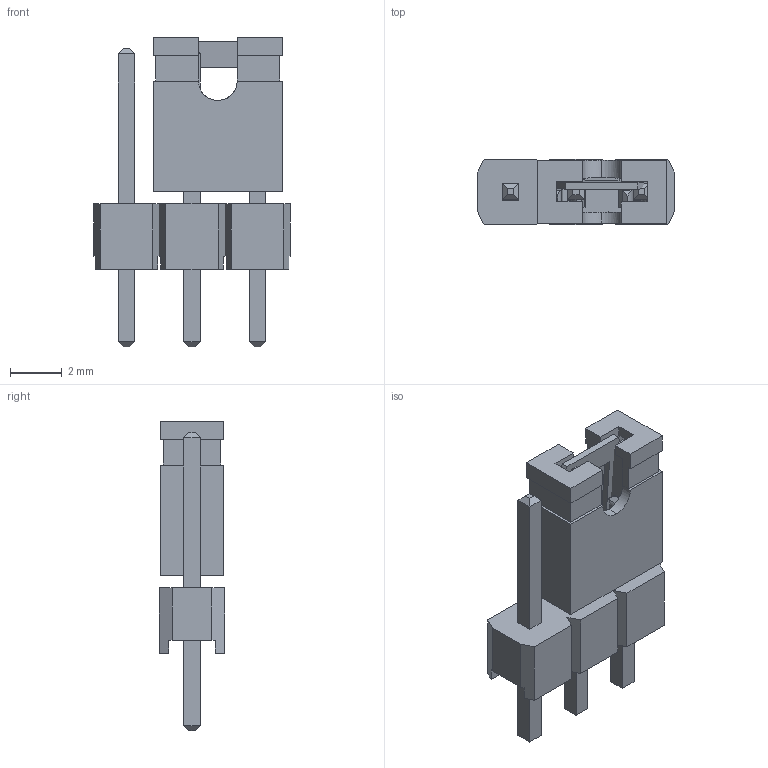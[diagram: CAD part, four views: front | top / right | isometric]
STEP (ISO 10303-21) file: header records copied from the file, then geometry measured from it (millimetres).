
FILE_DESCRIPTION(/* description */ (''),/* implementation_level */ '2;1');
FILE_NAME(/* name */ 'pinheader 1x3 and 1 jumper',/* time_stamp */ '2024-03-31T17:11:07+02:00',/* author */ (''),/* organization */ (''),/* preprocessor_version */ 'ST-DEVELOPER v16.5',/* originating_system */ '',/* authorisation */ '');
FILE_SCHEMA (('AUTOMOTIVE_DESIGN'));
Length unit declared in the file: millimetre
Products named in the file (1): Document
Bounding box: 7.62 x 2.54 x 11.99 mm (x, y, z)
Volume: 91.8 mm3; surface area: 422.9 mm2
Topology: 6 solids, 6 shells, 227 faces, 584 edges, 368 vertices
Faces by surface type: plane 181, cylinder 44, bspline 2
Entity records: 6084 total; most frequent: CARTESIAN_POINT 1995, ORIENTED_EDGE 1168, EDGE_CURVE 584, B_SPLINE_CURVE_WITH_KNOTS 504, VERTEX_POINT 368, EDGE_LOOP 236, DIRECTION 229, ADVANCED_FACE 227
